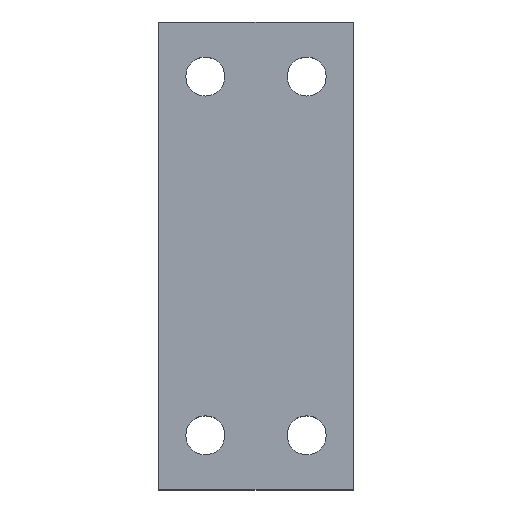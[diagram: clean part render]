
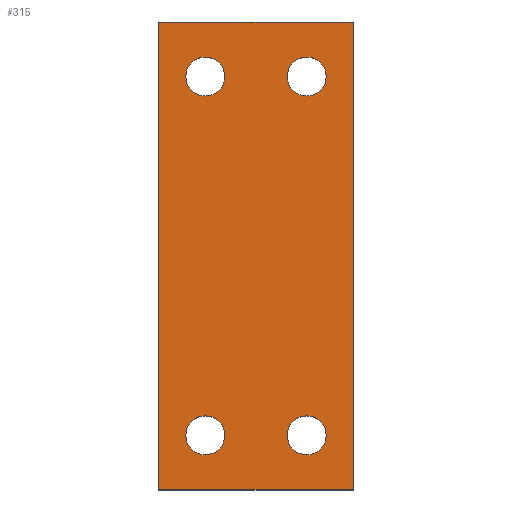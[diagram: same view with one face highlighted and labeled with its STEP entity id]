
A CAD part, top view. The second image highlights one B-rep face of the part: STEP entity #315.
In plain terms, the highlighted planar face has unit normal (0, 0, 1).
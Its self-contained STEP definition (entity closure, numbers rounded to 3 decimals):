
#42 = VERTEX_POINT('',#43);
#43 = CARTESIAN_POINT('',(-12.5,30.,7.5));
#49 = EDGE_CURVE('',#42,#50,#52,.T.);
#50 = VERTEX_POINT('',#51);
#51 = CARTESIAN_POINT('',(12.5,30.,7.5));
#52 = LINE('',#53,#54);
#53 = CARTESIAN_POINT('',(-12.5,30.,7.5));
#54 = VECTOR('',#55,1.);
#55 = DIRECTION('',(1.,0.,0.));
#80 = EDGE_CURVE('',#50,#81,#83,.T.);
#81 = VERTEX_POINT('',#82);
#82 = CARTESIAN_POINT('',(12.5,-30.,7.5));
#83 = LINE('',#84,#85);
#84 = CARTESIAN_POINT('',(12.5,30.,7.5));
#85 = VECTOR('',#86,1.);
#86 = DIRECTION('',(0.,-1.,0.));
#111 = EDGE_CURVE('',#81,#112,#114,.T.);
#112 = VERTEX_POINT('',#113);
#113 = CARTESIAN_POINT('',(-12.5,-30.,7.5));
#114 = LINE('',#115,#116);
#115 = CARTESIAN_POINT('',(12.5,-30.,7.5));
#116 = VECTOR('',#117,1.);
#117 = DIRECTION('',(-1.,0.,0.));
#142 = EDGE_CURVE('',#112,#42,#143,.T.);
#143 = LINE('',#144,#145);
#144 = CARTESIAN_POINT('',(-12.5,-30.,7.5));
#145 = VECTOR('',#146,1.);
#146 = DIRECTION('',(0.,1.,0.));
#166 = VERTEX_POINT('',#167);
#167 = CARTESIAN_POINT('',(9.,-23.,7.5));
#173 = EDGE_CURVE('',#166,#166,#174,.T.);
#174 = CIRCLE('',#175,2.5);
#175 = AXIS2_PLACEMENT_3D('',#176,#177,#178);
#176 = CARTESIAN_POINT('',(6.5,-23.,7.5));
#177 = DIRECTION('',(0.,0.,1.));
#178 = DIRECTION('',(1.,0.,0.));
#199 = VERTEX_POINT('',#200);
#200 = CARTESIAN_POINT('',(-4.,-23.,7.5));
#206 = EDGE_CURVE('',#199,#199,#207,.T.);
#207 = CIRCLE('',#208,2.5);
#208 = AXIS2_PLACEMENT_3D('',#209,#210,#211);
#209 = CARTESIAN_POINT('',(-6.5,-23.,7.5));
#210 = DIRECTION('',(0.,0.,1.));
#211 = DIRECTION('',(1.,0.,0.));
#232 = VERTEX_POINT('',#233);
#233 = CARTESIAN_POINT('',(9.,23.,7.5));
#239 = EDGE_CURVE('',#232,#232,#240,.T.);
#240 = CIRCLE('',#241,2.5);
#241 = AXIS2_PLACEMENT_3D('',#242,#243,#244);
#242 = CARTESIAN_POINT('',(6.5,23.,7.5));
#243 = DIRECTION('',(0.,0.,1.));
#244 = DIRECTION('',(1.,0.,0.));
#265 = VERTEX_POINT('',#266);
#266 = CARTESIAN_POINT('',(-4.,23.,7.5));
#272 = EDGE_CURVE('',#265,#265,#273,.T.);
#273 = CIRCLE('',#274,2.5);
#274 = AXIS2_PLACEMENT_3D('',#275,#276,#277);
#275 = CARTESIAN_POINT('',(-6.5,23.,7.5));
#276 = DIRECTION('',(0.,0.,1.));
#277 = DIRECTION('',(1.,0.,0.));
#315 = ADVANCED_FACE('',(#316,#322,#325,#328,#331),#334,.T.);
#316 = FACE_BOUND('',#317,.F.);
#317 = EDGE_LOOP('',(#318,#319,#320,#321));
#318 = ORIENTED_EDGE('',*,*,#49,.T.);
#319 = ORIENTED_EDGE('',*,*,#80,.T.);
#320 = ORIENTED_EDGE('',*,*,#111,.T.);
#321 = ORIENTED_EDGE('',*,*,#142,.T.);
#322 = FACE_BOUND('',#323,.F.);
#323 = EDGE_LOOP('',(#324));
#324 = ORIENTED_EDGE('',*,*,#173,.T.);
#325 = FACE_BOUND('',#326,.F.);
#326 = EDGE_LOOP('',(#327));
#327 = ORIENTED_EDGE('',*,*,#206,.T.);
#328 = FACE_BOUND('',#329,.F.);
#329 = EDGE_LOOP('',(#330));
#330 = ORIENTED_EDGE('',*,*,#239,.T.);
#331 = FACE_BOUND('',#332,.F.);
#332 = EDGE_LOOP('',(#333));
#333 = ORIENTED_EDGE('',*,*,#272,.T.);
#334 = PLANE('',#335);
#335 = AXIS2_PLACEMENT_3D('',#336,#337,#338);
#336 = CARTESIAN_POINT('',(0.,0.,7.5));
#337 = DIRECTION('',(0.,0.,1.));
#338 = DIRECTION('',(1.,0.,0.));
